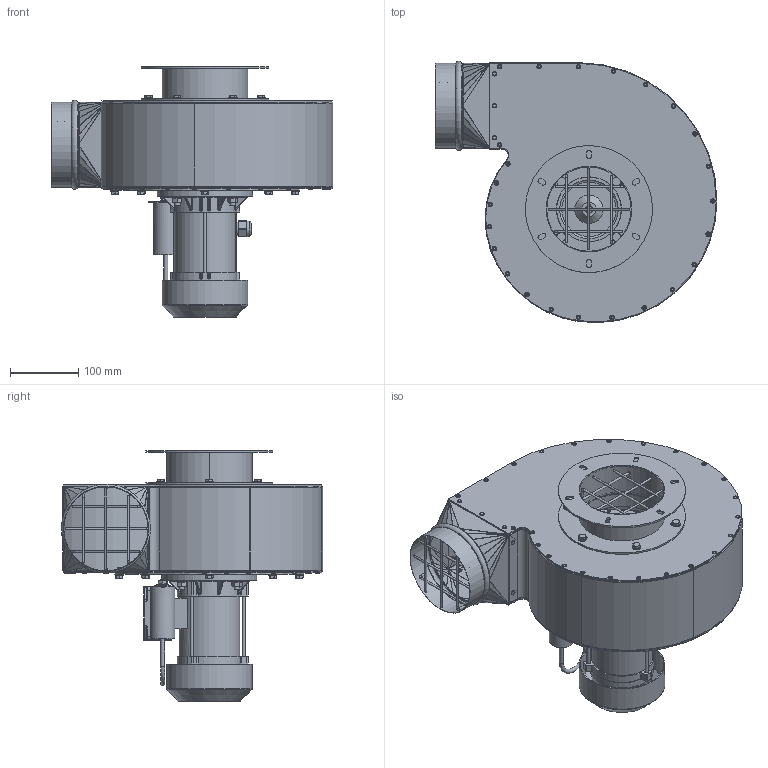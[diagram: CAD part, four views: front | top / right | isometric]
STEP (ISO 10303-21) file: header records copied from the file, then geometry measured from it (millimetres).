
FILE_DESCRIPTION(/* description */ ('804W00 Wentylator WPA-3-E-N'),/* implementation_level */ '2;1');
FILE_NAME(/* name */ '804W00 Wentylator WPA-3-E-N.stp',/* time_stamp */ '2022-05-09T08:15:29+02:00',/* author */ ('a.korpacki'),/* organization */ ('KLIMAWENT S.A.'),/* preprocessor_version */ 'ST-DEVELOPER v18.1',/* originating_system */ 'Autodesk Inventor 2021',/* authorisation */ '');
FILE_SCHEMA (('AUTOMOTIVE_DESIGN { 1 0 10303 214 3 1 1 }'));
Length unit declared in the file: millimetre
Products named in the file (1): ~~
Bounding box: 414.5 x 384.21 x 369 mm (x, y, z)
Volume: 2318053.7 mm3; surface area: 1070293.1 mm2
Topology: 16 solids, 16 shells, 4428 faces, 11051 edges, 7158 vertices
Faces by surface type: plane 2288, bspline 1078, cylinder 718, torus 176, cone 151, sphere 17
Full cylindrical faces by diameter (mm): 3 x20, 3.2 x56, 3.242 x1, 3.3 x2, 3.5 x48, 4.8 x3, 6 x34, 6.5 x64, 7.92 x14, 8 x8, 8.88 x14, 10 x4, 11 x1, 11.63 x4, 12 x1, 12.5 x1, 17 x1, 20 x1, 27 x1, 36 x1, 86 x1, 90 x1, 93 x1, 95 x1, 95.5 x1, 123.5 x1, 124 x4, 125 x3, 126 x3, 140 x1
Entity records: 146827 total; most frequent: CARTESIAN_POINT 42275, ORIENTED_EDGE 22034, DIRECTION 17977, EDGE_CURVE 11017, VERTEX_POINT 7158, LINE 6179, VECTOR 6179, AXIS2_PLACEMENT_3D 5899
